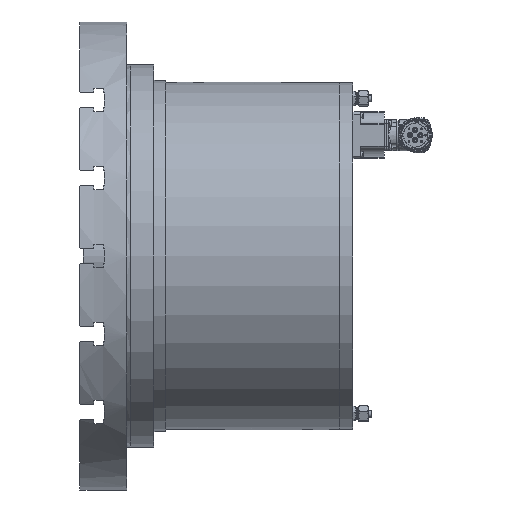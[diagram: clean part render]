
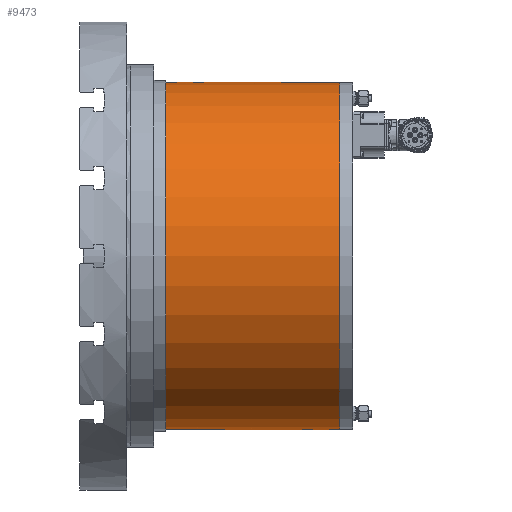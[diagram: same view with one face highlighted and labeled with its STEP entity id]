
A CAD part, front view. The second image highlights one B-rep face of the part: STEP entity #9473.
In plain terms, the highlighted cylindrical face has radius 222.5 mm (diameter 445 mm), a full revolution.
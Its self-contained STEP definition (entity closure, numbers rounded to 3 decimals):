
#9286 = EDGE_CURVE('',#9287,#9289,#9291,.T.);
#9287 = VERTEX_POINT('',#9288);
#9288 = CARTESIAN_POINT('',(268.,-222.5,0.));
#9289 = VERTEX_POINT('',#9290);
#9290 = CARTESIAN_POINT('',(268.,222.5,0.));
#9291 = CIRCLE('',#9292,222.5);
#9292 = AXIS2_PLACEMENT_3D('',#9293,#9294,#9295);
#9293 = CARTESIAN_POINT('',(268.,0.,0.));
#9294 = DIRECTION('',(1.,0.,0.));
#9295 = DIRECTION('',(0.,-1.,0.));
#9297 = EDGE_CURVE('',#9289,#9287,#9298,.T.);
#9298 = CIRCLE('',#9299,222.5);
#9299 = AXIS2_PLACEMENT_3D('',#9300,#9301,#9302);
#9300 = CARTESIAN_POINT('',(268.,0.,0.));
#9301 = DIRECTION('',(1.,0.,0.));
#9302 = DIRECTION('',(0.,-1.,0.));
#9473 = ADVANCED_FACE('',(#9474,#9503,#9544),#9585,.T.);
#9474 = FACE_BOUND('',#9475,.T.);
#9475 = EDGE_LOOP('',(#9476,#9477,#9478,#9486,#9495,#9502));
#9476 = ORIENTED_EDGE('',*,*,#9286,.F.);
#9477 = ORIENTED_EDGE('',*,*,#9297,.F.);
#9478 = ORIENTED_EDGE('',*,*,#9479,.T.);
#9479 = EDGE_CURVE('',#9289,#9480,#9482,.T.);
#9480 = VERTEX_POINT('',#9481);
#9481 = CARTESIAN_POINT('',(45.,222.5,0.));
#9482 = LINE('',#9483,#9484);
#9483 = CARTESIAN_POINT('',(156.5,222.5,0.));
#9484 = VECTOR('',#9485,1.);
#9485 = DIRECTION('',(-1.,0.,0.));
#9486 = ORIENTED_EDGE('',*,*,#9487,.T.);
#9487 = EDGE_CURVE('',#9480,#9488,#9490,.T.);
#9488 = VERTEX_POINT('',#9489);
#9489 = CARTESIAN_POINT('',(45.,-222.5,0.));
#9490 = CIRCLE('',#9491,222.5);
#9491 = AXIS2_PLACEMENT_3D('',#9492,#9493,#9494);
#9492 = CARTESIAN_POINT('',(45.,0.,0.));
#9493 = DIRECTION('',(1.,0.,0.));
#9494 = DIRECTION('',(0.,-1.,0.));
#9495 = ORIENTED_EDGE('',*,*,#9496,.T.);
#9496 = EDGE_CURVE('',#9488,#9480,#9497,.T.);
#9497 = CIRCLE('',#9498,222.5);
#9498 = AXIS2_PLACEMENT_3D('',#9499,#9500,#9501);
#9499 = CARTESIAN_POINT('',(45.,0.,0.));
#9500 = DIRECTION('',(1.,0.,0.));
#9501 = DIRECTION('',(0.,-1.,0.));
#9502 = ORIENTED_EDGE('',*,*,#9479,.F.);
#9503 = FACE_BOUND('',#9504,.T.);
#9504 = EDGE_LOOP('',(#9505));
#9505 = ORIENTED_EDGE('',*,*,#9506,.T.);
#9506 = EDGE_CURVE('',#9507,#9507,#9509,.T.);
#9507 = VERTEX_POINT('',#9508);
#9508 = CARTESIAN_POINT('',(232.713,0.,-222.5));
#9509 = B_SPLINE_CURVE_WITH_KNOTS('',3,(#9510,#9511,#9512,#9513,#9514,
    #9515,#9516,#9517,#9518,#9519,#9520,#9521,#9522,#9523,#9524,#9525,
    #9526,#9527,#9528,#9529,#9530,#9531,#9532,#9533,#9534,#9535,#9536,
    #9537,#9538,#9539,#9540,#9541,#9542,#9543),.UNSPECIFIED.,.T.,.F.,(1,
    3,2,2,2,2,2,2,2,2,2,2,2,2,2,2,2,3,1),(-0.215,0.,
    0.215,0.43,0.646,0.861,
    1.076,1.291,1.506,1.721,
    1.937,2.152,2.367,2.582,
    2.797,3.013,3.228,3.443,
    3.658),.UNSPECIFIED.);
#9510 = CARTESIAN_POINT('',(227.,-5.711,-222.427));
#9511 = CARTESIAN_POINT('',(227.717,-5.711,
    -222.427));
#9512 = CARTESIAN_POINT('',(228.482,-5.568,
    -222.431));
#9513 = CARTESIAN_POINT('',(229.89,-4.985,
    -222.444));
#9514 = CARTESIAN_POINT('',(230.532,-4.546,
    -222.454));
#9515 = CARTESIAN_POINT('',(231.547,-3.532,
    -222.473));
#9516 = CARTESIAN_POINT('',(231.987,-2.89,
    -222.482));
#9517 = CARTESIAN_POINT('',(232.57,-1.482,
    -222.496));
#9518 = CARTESIAN_POINT('',(232.713,-0.717,-222.5));
#9519 = CARTESIAN_POINT('',(232.713,0.717,-222.5));
#9520 = CARTESIAN_POINT('',(232.57,1.482,
    -222.496));
#9521 = CARTESIAN_POINT('',(231.987,2.89,
    -222.482));
#9522 = CARTESIAN_POINT('',(231.547,3.532,
    -222.473));
#9523 = CARTESIAN_POINT('',(230.532,4.546,
    -222.454));
#9524 = CARTESIAN_POINT('',(229.89,4.985,
    -222.444));
#9525 = CARTESIAN_POINT('',(228.482,5.568,
    -222.431));
#9526 = CARTESIAN_POINT('',(227.717,5.711,
    -222.427));
#9527 = CARTESIAN_POINT('',(226.283,5.711,
    -222.427));
#9528 = CARTESIAN_POINT('',(225.518,5.568,
    -222.431));
#9529 = CARTESIAN_POINT('',(224.11,4.985,
    -222.444));
#9530 = CARTESIAN_POINT('',(223.468,4.546,
    -222.454));
#9531 = CARTESIAN_POINT('',(222.453,3.532,
    -222.473));
#9532 = CARTESIAN_POINT('',(222.013,2.89,
    -222.482));
#9533 = CARTESIAN_POINT('',(221.43,1.482,
    -222.496));
#9534 = CARTESIAN_POINT('',(221.287,0.717,-222.5));
#9535 = CARTESIAN_POINT('',(221.287,-0.717,-222.5));
#9536 = CARTESIAN_POINT('',(221.43,-1.482,
    -222.496));
#9537 = CARTESIAN_POINT('',(222.013,-2.89,
    -222.482));
#9538 = CARTESIAN_POINT('',(222.453,-3.532,
    -222.473));
#9539 = CARTESIAN_POINT('',(223.468,-4.546,
    -222.454));
#9540 = CARTESIAN_POINT('',(224.11,-4.985,
    -222.444));
#9541 = CARTESIAN_POINT('',(225.518,-5.568,
    -222.431));
#9542 = CARTESIAN_POINT('',(226.283,-5.711,
    -222.427));
#9543 = CARTESIAN_POINT('',(227.,-5.711,-222.427));
#9544 = FACE_BOUND('',#9545,.T.);
#9545 = EDGE_LOOP('',(#9546));
#9546 = ORIENTED_EDGE('',*,*,#9547,.T.);
#9547 = EDGE_CURVE('',#9548,#9548,#9550,.T.);
#9548 = VERTEX_POINT('',#9549);
#9549 = CARTESIAN_POINT('',(81.287,0.,222.5));
#9550 = B_SPLINE_CURVE_WITH_KNOTS('',3,(#9551,#9552,#9553,#9554,#9555,
    #9556,#9557,#9558,#9559,#9560,#9561,#9562,#9563,#9564,#9565,#9566,
    #9567,#9568,#9569,#9570,#9571,#9572,#9573,#9574,#9575,#9576,#9577,
    #9578,#9579,#9580,#9581,#9582,#9583,#9584),.UNSPECIFIED.,.T.,.F.,(1,
    3,2,2,2,2,2,2,2,2,2,2,2,2,2,2,2,3,1),(-0.215,0.,
    0.215,0.43,0.646,0.861,
    1.076,1.291,1.506,1.721,
    1.937,2.152,2.367,2.582,
    2.797,3.013,3.228,3.443,
    3.658),.UNSPECIFIED.);
#9551 = CARTESIAN_POINT('',(87.,5.711,222.427));
#9552 = CARTESIAN_POINT('',(87.717,5.711,
    222.427));
#9553 = CARTESIAN_POINT('',(88.482,5.568,
    222.431));
#9554 = CARTESIAN_POINT('',(89.89,4.985,
    222.444));
#9555 = CARTESIAN_POINT('',(90.532,4.546,
    222.454));
#9556 = CARTESIAN_POINT('',(91.547,3.532,
    222.473));
#9557 = CARTESIAN_POINT('',(91.987,2.89,222.482
    ));
#9558 = CARTESIAN_POINT('',(92.57,1.482,
    222.496));
#9559 = CARTESIAN_POINT('',(92.713,0.717,222.5));
#9560 = CARTESIAN_POINT('',(92.713,-0.717,222.5));
#9561 = CARTESIAN_POINT('',(92.57,-1.482,
    222.496));
#9562 = CARTESIAN_POINT('',(91.987,-2.89,
    222.482));
#9563 = CARTESIAN_POINT('',(91.547,-3.532,
    222.473));
#9564 = CARTESIAN_POINT('',(90.532,-4.546,
    222.454));
#9565 = CARTESIAN_POINT('',(89.89,-4.985,
    222.444));
#9566 = CARTESIAN_POINT('',(88.482,-5.568,
    222.431));
#9567 = CARTESIAN_POINT('',(87.717,-5.711,
    222.427));
#9568 = CARTESIAN_POINT('',(86.283,-5.711,
    222.427));
#9569 = CARTESIAN_POINT('',(85.518,-5.568,
    222.431));
#9570 = CARTESIAN_POINT('',(84.11,-4.985,
    222.444));
#9571 = CARTESIAN_POINT('',(83.468,-4.546,
    222.454));
#9572 = CARTESIAN_POINT('',(82.453,-3.532,
    222.473));
#9573 = CARTESIAN_POINT('',(82.013,-2.89,
    222.482));
#9574 = CARTESIAN_POINT('',(81.43,-1.482,
    222.496));
#9575 = CARTESIAN_POINT('',(81.287,-0.717,222.5));
#9576 = CARTESIAN_POINT('',(81.287,0.717,222.5));
#9577 = CARTESIAN_POINT('',(81.43,1.482,
    222.496));
#9578 = CARTESIAN_POINT('',(82.013,2.89,222.482
    ));
#9579 = CARTESIAN_POINT('',(82.453,3.532,
    222.473));
#9580 = CARTESIAN_POINT('',(83.468,4.546,
    222.454));
#9581 = CARTESIAN_POINT('',(84.11,4.985,
    222.444));
#9582 = CARTESIAN_POINT('',(85.518,5.568,
    222.431));
#9583 = CARTESIAN_POINT('',(86.283,5.711,
    222.427));
#9584 = CARTESIAN_POINT('',(87.,5.711,222.427));
#9585 = CYLINDRICAL_SURFACE('',#9586,222.5);
#9586 = AXIS2_PLACEMENT_3D('',#9587,#9588,#9589);
#9587 = CARTESIAN_POINT('',(156.5,0.,0.));
#9588 = DIRECTION('',(1.,0.,0.));
#9589 = DIRECTION('',(0.,-1.,0.));
